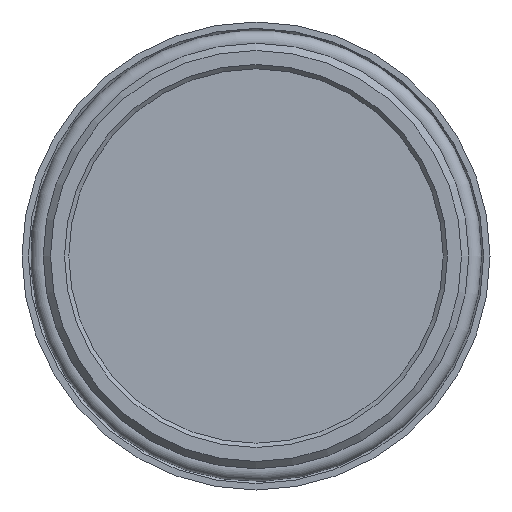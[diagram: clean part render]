
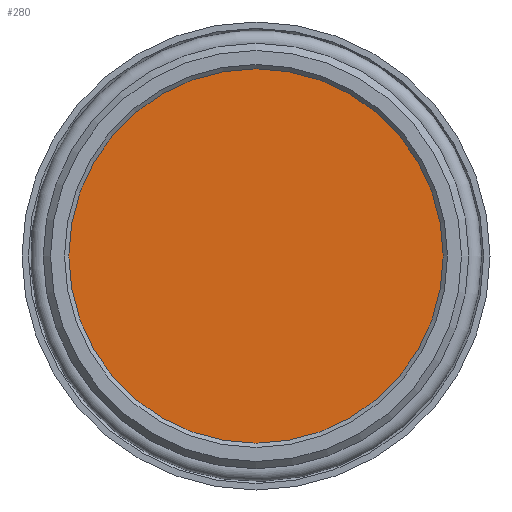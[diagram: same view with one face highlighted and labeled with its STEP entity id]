
A CAD part, front view. The second image highlights one B-rep face of the part: STEP entity #280.
In plain terms, the highlighted planar face has unit normal (0, -1, 0).
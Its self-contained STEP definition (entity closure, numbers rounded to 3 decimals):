
#69=FACE_OUTER_BOUND('',#87,.T.);
#87=EDGE_LOOP('',(#196));
#108=CIRCLE('',#322,22.);
#133=VERTEX_POINT('',#459);
#157=EDGE_CURVE('',#133,#133,#108,.T.);
#196=ORIENTED_EDGE('',*,*,#157,.F.);
#274=PLANE('',#321);
#280=ADVANCED_FACE('',(#69),#274,.F.);
#321=AXIS2_PLACEMENT_3D('',#458,#365,#366);
#322=AXIS2_PLACEMENT_3D('',#460,#367,#368);
#365=DIRECTION('center_axis',(0.,1.,0.));
#366=DIRECTION('ref_axis',(0.,0.,1.));
#367=DIRECTION('center_axis',(0.,1.,0.));
#368=DIRECTION('ref_axis',(1.,0.,0.));
#458=CARTESIAN_POINT('Origin',(-1.098,-7.932,0.));
#459=CARTESIAN_POINT('',(-23.098,-7.932,0.));
#460=CARTESIAN_POINT('Origin',(-1.098,-7.932,0.));
